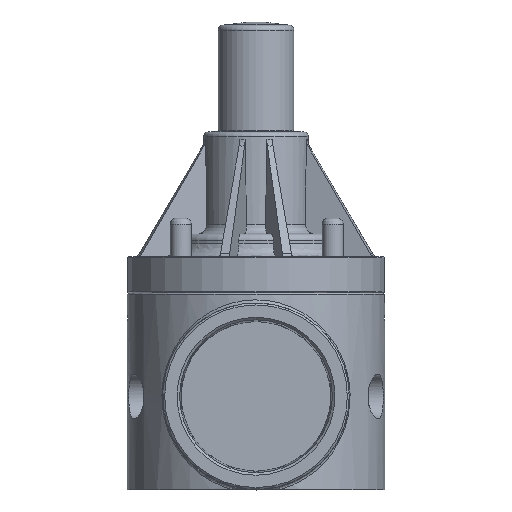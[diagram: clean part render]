
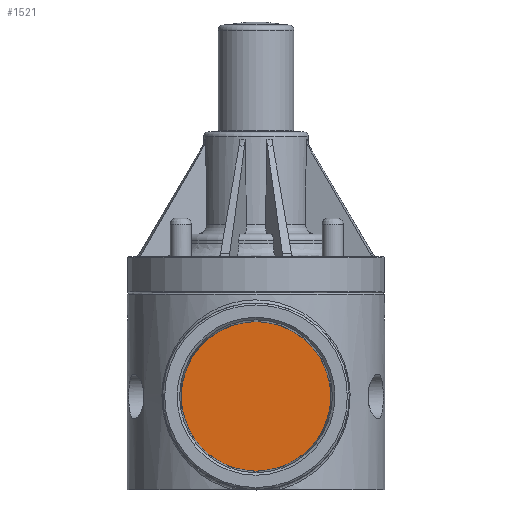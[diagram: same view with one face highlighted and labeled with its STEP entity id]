
A CAD part, top view. The second image highlights one B-rep face of the part: STEP entity #1521.
In plain terms, the highlighted planar face has unit normal (0, 0, 1).
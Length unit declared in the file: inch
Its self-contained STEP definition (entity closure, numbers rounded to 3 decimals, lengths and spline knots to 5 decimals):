
#1501=CARTESIAN_POINT('',(0.0,2.61353,1.553));
#1502=VERTEX_POINT('',#1501);
#1503=CARTESIAN_POINT('',(0.0,1.45,1.553));
#1504=DIRECTION('',(0.0,0.0,1.0));
#1505=DIRECTION('',(0.0,1.0,0.0));
#1506=AXIS2_PLACEMENT_3D('',#1503,#1504,#1505);
#1507=CIRCLE('',#1506,1.16353);
#1508=EDGE_CURVE('',#1502,#1502,#1507,.T.);
#1513=CARTESIAN_POINT('',(0.0,2.45677,1.553));
#1514=DIRECTION('',(0.0,0.0,-1.0));
#1515=DIRECTION('',(-1.0,0.0,0.0));
#1516=AXIS2_PLACEMENT_3D('',#1513,#1514,#1515);
#1517=PLANE('',#1516);
#1518=ORIENTED_EDGE('',*,*,#1508,.T.);
#1519=EDGE_LOOP('',(#1518));
#1520=FACE_OUTER_BOUND('',#1519,.T.);
#1521=ADVANCED_FACE('',(#1520),#1517,.F.);
